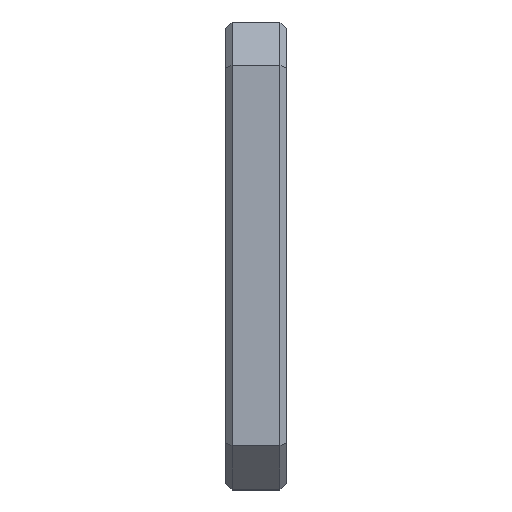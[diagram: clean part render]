
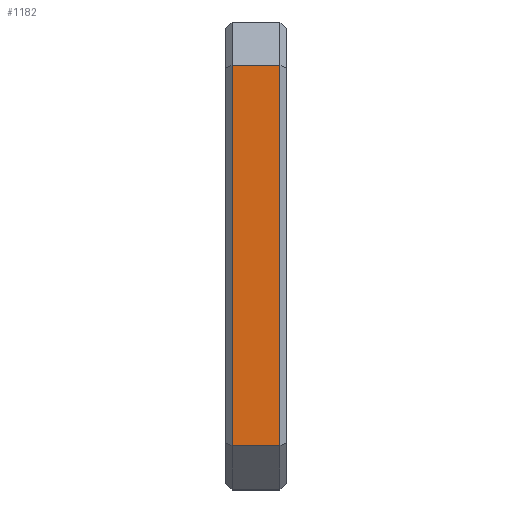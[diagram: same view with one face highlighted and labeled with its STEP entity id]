
A CAD part, top view. The second image highlights one B-rep face of the part: STEP entity #1182.
In plain terms, the highlighted planar face has unit normal (0, 0, 1).
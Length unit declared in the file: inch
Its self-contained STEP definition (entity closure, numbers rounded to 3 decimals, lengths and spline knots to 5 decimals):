
#18 = CARTESIAN_POINT ( 'NONE',  ( 0.097, -0.375, 0.375 ) ) ;
#45 = DIRECTION ( 'NONE',  ( 0., -1., 0. ) ) ;
#78 = ORIENTED_EDGE ( 'NONE', *, *, #90, .T. ) ;
#90 = EDGE_CURVE ( 'NONE', #372, #237, #180, .T. ) ;
#96 = VECTOR ( 'NONE', #1085, 39.37008 ) ;
#109 = AXIS2_PLACEMENT_3D ( 'NONE', #18, #1111, #911 ) ;
#172 = LINE ( 'NONE', #899, #96 ) ;
#180 = LINE ( 'NONE', #1178, #247 ) ;
#185 = VERTEX_POINT ( 'NONE', #346 ) ;
#211 = LINE ( 'NONE', #921, #736 ) ;
#237 = VERTEX_POINT ( 'NONE', #238 ) ;
#238 = CARTESIAN_POINT ( 'NONE',  ( 0.01, 0.305, 0.375 ) ) ;
#247 = VECTOR ( 'NONE', #363, 39.37008 ) ;
#277 = PLANE ( 'NONE',  #109 ) ;
#281 = ORIENTED_EDGE ( 'NONE', *, *, #295, .T. ) ;
#294 = CARTESIAN_POINT ( 'NONE',  ( 0.01, -0.305, 0.375 ) ) ;
#295 = EDGE_CURVE ( 'NONE', #1155, #185, #211, .T. ) ;
#346 = CARTESIAN_POINT ( 'NONE',  ( 0.087, -0.305, 0.375 ) ) ;
#363 = DIRECTION ( 'NONE',  ( -1., 0., 0. ) ) ;
#372 = VERTEX_POINT ( 'NONE', #569 ) ;
#452 = VECTOR ( 'NONE', #45, 39.37008 ) ;
#461 = ORIENTED_EDGE ( 'NONE', *, *, #970, .T. ) ;
#569 = CARTESIAN_POINT ( 'NONE',  ( 0.087, 0.305, 0.375 ) ) ;
#736 = VECTOR ( 'NONE', #848, 39.37008 ) ;
#750 = ORIENTED_EDGE ( 'NONE', *, *, #1069, .T. ) ;
#848 = DIRECTION ( 'NONE',  ( 1., 0., 0. ) ) ;
#867 = EDGE_LOOP ( 'NONE', ( #281, #750, #78, #461 ) ) ;
#899 = CARTESIAN_POINT ( 'NONE',  ( 0.087, 0.305, 0.375 ) ) ;
#911 = DIRECTION ( 'NONE',  ( 0., 1., 0. ) ) ;
#921 = CARTESIAN_POINT ( 'NONE',  ( 0.097, -0.305, 0.375 ) ) ;
#970 = EDGE_CURVE ( 'NONE', #237, #1155, #1150, .T. ) ;
#1004 = FACE_OUTER_BOUND ( 'NONE', #867, .T. ) ;
#1039 = CARTESIAN_POINT ( 'NONE',  ( 0.01, -0.375, 0.375 ) ) ;
#1069 = EDGE_CURVE ( 'NONE', #185, #372, #172, .T. ) ;
#1085 = DIRECTION ( 'NONE',  ( 0., 1., 0. ) ) ;
#1111 = DIRECTION ( 'NONE',  ( 0., 0., -1. ) ) ;
#1150 = LINE ( 'NONE', #1039, #452 ) ;
#1155 = VERTEX_POINT ( 'NONE', #294 ) ;
#1178 = CARTESIAN_POINT ( 'NONE',  ( 0.097, 0.305, 0.375 ) ) ;
#1182 = ADVANCED_FACE ( 'NONE', ( #1004 ), #277, .F. ) ;
